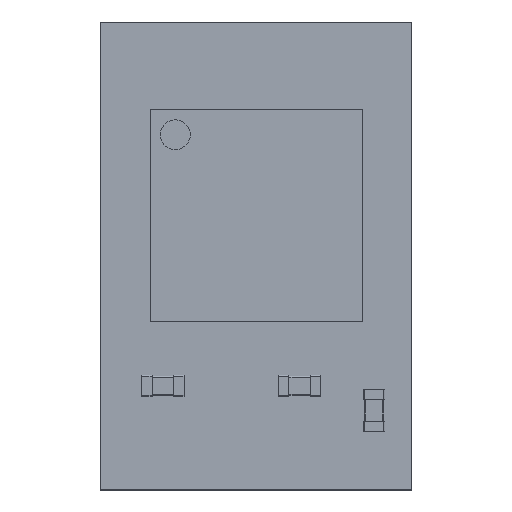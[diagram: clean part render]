
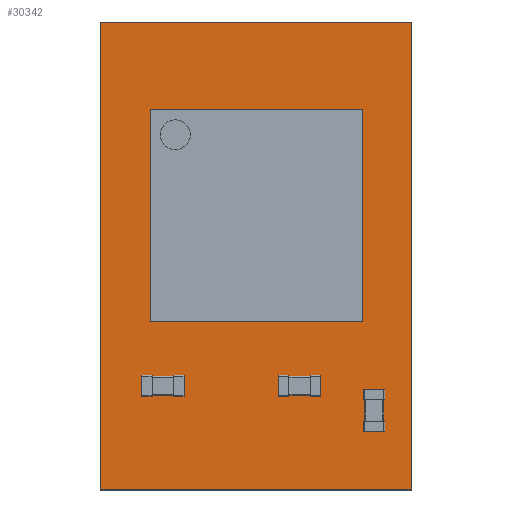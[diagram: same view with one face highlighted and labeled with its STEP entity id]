
A CAD part, top view. The second image highlights one B-rep face of the part: STEP entity #30342.
In plain terms, the highlighted planar face has unit normal (0, 0, 1).
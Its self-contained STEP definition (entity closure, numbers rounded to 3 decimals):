
#30028 = VERTEX_POINT('',#30029);
#30029 = CARTESIAN_POINT('',(127.19,-98.87,0.8));
#30036 = PLANE('',#30037);
#30037 = AXIS2_PLACEMENT_3D('',#30038,#30039,#30040);
#30038 = CARTESIAN_POINT('',(127.19,-98.87,0.));
#30039 = DIRECTION('',(0.,-1.,0.));
#30040 = DIRECTION('',(-1.,0.,0.));
#30048 = PLANE('',#30049);
#30049 = AXIS2_PLACEMENT_3D('',#30050,#30051,#30052);
#30050 = CARTESIAN_POINT('',(127.19,-92.27,0.));
#30051 = DIRECTION('',(1.,0.,-0.));
#30052 = DIRECTION('',(0.,-1.,0.));
#30060 = EDGE_CURVE('',#30028,#30061,#30063,.T.);
#30061 = VERTEX_POINT('',#30062);
#30062 = CARTESIAN_POINT('',(122.8,-98.87,0.8));
#30063 = SURFACE_CURVE('',#30064,(#30068,#30075),.PCURVE_S1.);
#30064 = LINE('',#30065,#30066);
#30065 = CARTESIAN_POINT('',(127.19,-98.87,0.8));
#30066 = VECTOR('',#30067,1.);
#30067 = DIRECTION('',(-1.,0.,0.));
#30068 = PCURVE('',#30036,#30069);
#30069 = DEFINITIONAL_REPRESENTATION('',(#30070),#30074);
#30070 = LINE('',#30071,#30072);
#30071 = CARTESIAN_POINT('',(0.,-0.8));
#30072 = VECTOR('',#30073,1.);
#30073 = DIRECTION('',(1.,0.));
#30074 = ( GEOMETRIC_REPRESENTATION_CONTEXT(2) 
PARAMETRIC_REPRESENTATION_CONTEXT() REPRESENTATION_CONTEXT('2D SPACE',''
  ) );
#30075 = PCURVE('',#30076,#30081);
#30076 = PLANE('',#30077);
#30077 = AXIS2_PLACEMENT_3D('',#30078,#30079,#30080);
#30078 = CARTESIAN_POINT('',(124.995,-95.57,0.8));
#30079 = DIRECTION('',(-0.,-0.,-1.));
#30080 = DIRECTION('',(-1.,0.,0.));
#30081 = DEFINITIONAL_REPRESENTATION('',(#30082),#30086);
#30082 = LINE('',#30083,#30084);
#30083 = CARTESIAN_POINT('',(-2.195,-3.3));
#30084 = VECTOR('',#30085,1.);
#30085 = DIRECTION('',(1.,0.));
#30086 = ( GEOMETRIC_REPRESENTATION_CONTEXT(2) 
PARAMETRIC_REPRESENTATION_CONTEXT() REPRESENTATION_CONTEXT('2D SPACE',''
  ) );
#30104 = PLANE('',#30105);
#30105 = AXIS2_PLACEMENT_3D('',#30106,#30107,#30108);
#30106 = CARTESIAN_POINT('',(122.8,-98.87,0.));
#30107 = DIRECTION('',(-1.,0.,0.));
#30108 = DIRECTION('',(0.,1.,0.));
#30146 = EDGE_CURVE('',#30061,#30147,#30149,.T.);
#30147 = VERTEX_POINT('',#30148);
#30148 = CARTESIAN_POINT('',(122.8,-92.27,0.8));
#30149 = SURFACE_CURVE('',#30150,(#30154,#30161),.PCURVE_S1.);
#30150 = LINE('',#30151,#30152);
#30151 = CARTESIAN_POINT('',(122.8,-98.87,0.8));
#30152 = VECTOR('',#30153,1.);
#30153 = DIRECTION('',(0.,1.,0.));
#30154 = PCURVE('',#30104,#30155);
#30155 = DEFINITIONAL_REPRESENTATION('',(#30156),#30160);
#30156 = LINE('',#30157,#30158);
#30157 = CARTESIAN_POINT('',(0.,-0.8));
#30158 = VECTOR('',#30159,1.);
#30159 = DIRECTION('',(1.,0.));
#30160 = ( GEOMETRIC_REPRESENTATION_CONTEXT(2) 
PARAMETRIC_REPRESENTATION_CONTEXT() REPRESENTATION_CONTEXT('2D SPACE',''
  ) );
#30161 = PCURVE('',#30076,#30162);
#30162 = DEFINITIONAL_REPRESENTATION('',(#30163),#30167);
#30163 = LINE('',#30164,#30165);
#30164 = CARTESIAN_POINT('',(2.195,-3.3));
#30165 = VECTOR('',#30166,1.);
#30166 = DIRECTION('',(0.,1.));
#30167 = ( GEOMETRIC_REPRESENTATION_CONTEXT(2) 
PARAMETRIC_REPRESENTATION_CONTEXT() REPRESENTATION_CONTEXT('2D SPACE',''
  ) );
#30185 = PLANE('',#30186);
#30186 = AXIS2_PLACEMENT_3D('',#30187,#30188,#30189);
#30187 = CARTESIAN_POINT('',(122.8,-92.27,0.));
#30188 = DIRECTION('',(0.,1.,0.));
#30189 = DIRECTION('',(1.,0.,0.));
#30222 = EDGE_CURVE('',#30147,#30223,#30225,.T.);
#30223 = VERTEX_POINT('',#30224);
#30224 = CARTESIAN_POINT('',(127.19,-92.27,0.8));
#30225 = SURFACE_CURVE('',#30226,(#30230,#30237),.PCURVE_S1.);
#30226 = LINE('',#30227,#30228);
#30227 = CARTESIAN_POINT('',(122.8,-92.27,0.8));
#30228 = VECTOR('',#30229,1.);
#30229 = DIRECTION('',(1.,0.,0.));
#30230 = PCURVE('',#30185,#30231);
#30231 = DEFINITIONAL_REPRESENTATION('',(#30232),#30236);
#30232 = LINE('',#30233,#30234);
#30233 = CARTESIAN_POINT('',(0.,-0.8));
#30234 = VECTOR('',#30235,1.);
#30235 = DIRECTION('',(1.,0.));
#30236 = ( GEOMETRIC_REPRESENTATION_CONTEXT(2) 
PARAMETRIC_REPRESENTATION_CONTEXT() REPRESENTATION_CONTEXT('2D SPACE',''
  ) );
#30237 = PCURVE('',#30076,#30238);
#30238 = DEFINITIONAL_REPRESENTATION('',(#30239),#30243);
#30239 = LINE('',#30240,#30241);
#30240 = CARTESIAN_POINT('',(2.195,3.3));
#30241 = VECTOR('',#30242,1.);
#30242 = DIRECTION('',(-1.,0.));
#30243 = ( GEOMETRIC_REPRESENTATION_CONTEXT(2) 
PARAMETRIC_REPRESENTATION_CONTEXT() REPRESENTATION_CONTEXT('2D SPACE',''
  ) );
#30293 = EDGE_CURVE('',#30223,#30028,#30294,.T.);
#30294 = SURFACE_CURVE('',#30295,(#30299,#30306),.PCURVE_S1.);
#30295 = LINE('',#30296,#30297);
#30296 = CARTESIAN_POINT('',(127.19,-92.27,0.8));
#30297 = VECTOR('',#30298,1.);
#30298 = DIRECTION('',(0.,-1.,0.));
#30299 = PCURVE('',#30048,#30300);
#30300 = DEFINITIONAL_REPRESENTATION('',(#30301),#30305);
#30301 = LINE('',#30302,#30303);
#30302 = CARTESIAN_POINT('',(0.,-0.8));
#30303 = VECTOR('',#30304,1.);
#30304 = DIRECTION('',(1.,0.));
#30305 = ( GEOMETRIC_REPRESENTATION_CONTEXT(2) 
PARAMETRIC_REPRESENTATION_CONTEXT() REPRESENTATION_CONTEXT('2D SPACE',''
  ) );
#30306 = PCURVE('',#30076,#30307);
#30307 = DEFINITIONAL_REPRESENTATION('',(#30308),#30312);
#30308 = LINE('',#30309,#30310);
#30309 = CARTESIAN_POINT('',(-2.195,3.3));
#30310 = VECTOR('',#30311,1.);
#30311 = DIRECTION('',(0.,-1.));
#30312 = ( GEOMETRIC_REPRESENTATION_CONTEXT(2) 
PARAMETRIC_REPRESENTATION_CONTEXT() REPRESENTATION_CONTEXT('2D SPACE',''
  ) );
#30342 = ADVANCED_FACE('',(#30343),#30076,.F.);
#30343 = FACE_BOUND('',#30344,.F.);
#30344 = EDGE_LOOP('',(#30345,#30346,#30347,#30348));
#30345 = ORIENTED_EDGE('',*,*,#30060,.T.);
#30346 = ORIENTED_EDGE('',*,*,#30146,.T.);
#30347 = ORIENTED_EDGE('',*,*,#30222,.T.);
#30348 = ORIENTED_EDGE('',*,*,#30293,.T.);
